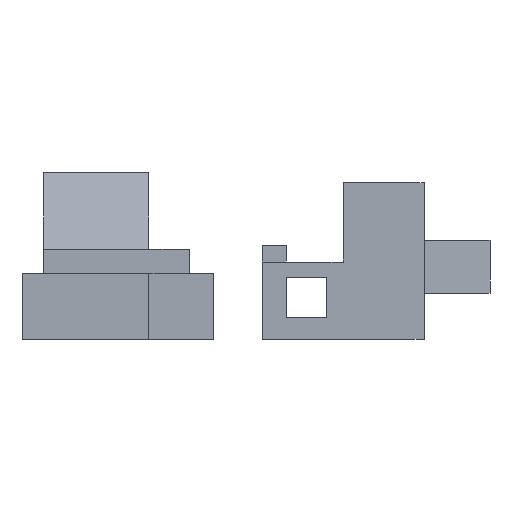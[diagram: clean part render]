
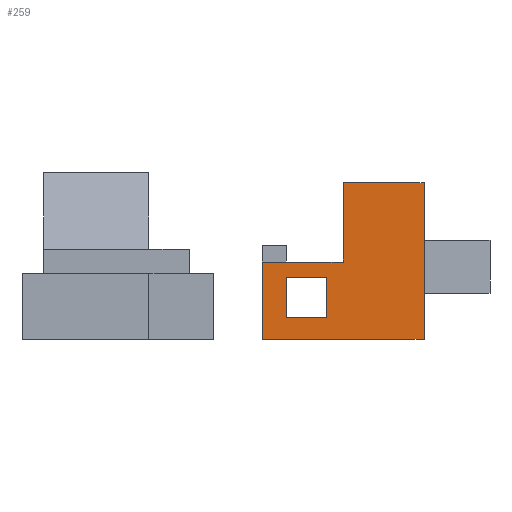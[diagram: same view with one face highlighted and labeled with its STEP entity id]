
A CAD part, left-side view. The second image highlights one B-rep face of the part: STEP entity #259.
In plain terms, the highlighted planar face has unit normal (-1, 0, 0).
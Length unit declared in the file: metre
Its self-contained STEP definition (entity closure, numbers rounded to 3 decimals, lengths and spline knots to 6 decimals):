
#259=ADVANCED_FACE('36:181',(#335,#336),#337,.T.);
#335=FACE_OUTER_BOUND('',#457,.T.);
#336=FACE_BOUND('',#458,.T.);
#337=PLANE('',#459);
#457=EDGE_LOOP('',(#650,#651,#652,#653,#654,#655));
#458=EDGE_LOOP('',(#656,#657,#658,#659));
#459=AXIS2_PLACEMENT_3D('',#660,#661,#662);
#650=ORIENTED_EDGE('',*,*,#1053,.T.);
#651=ORIENTED_EDGE('',*,*,#1054,.F.);
#652=ORIENTED_EDGE('',*,*,#1055,.T.);
#653=ORIENTED_EDGE('',*,*,#1056,.F.);
#654=ORIENTED_EDGE('',*,*,#1057,.F.);
#655=ORIENTED_EDGE('',*,*,#1058,.T.);
#656=ORIENTED_EDGE('',*,*,#1050,.T.);
#657=ORIENTED_EDGE('',*,*,#1037,.T.);
#658=ORIENTED_EDGE('',*,*,#1052,.T.);
#659=ORIENTED_EDGE('',*,*,#1044,.T.);
#660=CARTESIAN_POINT('',(-0.01,0.0,0.0));
#661=DIRECTION('',(-1.0,-0.0,0.0));
#662=DIRECTION('',(0.0,0.0,1.0));
#1037=EDGE_CURVE('36:262',#1204,#1202,#1205,.T.);
#1044=EDGE_CURVE('36:283',#1216,#1214,#1217,.T.);
#1050=EDGE_CURVE('36:301',#1214,#1204,#1226,.T.);
#1052=EDGE_CURVE('36:307',#1202,#1216,#1228,.T.);
#1053=EDGE_CURVE('36:310',#1229,#1230,#1231,.F.);
#1054=EDGE_CURVE('36:313',#1232,#1230,#1233,.T.);
#1055=EDGE_CURVE('36:316',#1232,#1234,#1235,.T.);
#1056=EDGE_CURVE('36:319',#1236,#1234,#1237,.T.);
#1057=EDGE_CURVE('36:322',#1238,#1236,#1239,.T.);
#1058=EDGE_CURVE('36:325',#1238,#1229,#1240,.T.);
#1202=VERTEX_POINT('',#1465);
#1204=VERTEX_POINT('',#1468);
#1205=LINE('',#1469,#1470);
#1214=VERTEX_POINT('',#1484);
#1216=VERTEX_POINT('',#1487);
#1217=LINE('',#1488,#1489);
#1226=LINE('',#1503,#1504);
#1228=LINE('',#1507,#1508);
#1229=VERTEX_POINT('',#1509);
#1230=VERTEX_POINT('',#1510);
#1231=LINE('',#1511,#1512);
#1232=VERTEX_POINT('',#1513);
#1233=LINE('',#1514,#1515);
#1234=VERTEX_POINT('',#1516);
#1235=LINE('',#1517,#1518);
#1236=VERTEX_POINT('',#1519);
#1237=LINE('',#1520,#1521);
#1238=VERTEX_POINT('',#1522);
#1239=LINE('',#1523,#1524);
#1240=LINE('',#1525,#1526);
#1465=CARTESIAN_POINT('',(-0.01,0.002,0.00767));
#1468=CARTESIAN_POINT('',(-0.01,0.007,0.00767));
#1469=CARTESIAN_POINT('',(-0.01,0.007,0.00767));
#1470=VECTOR('',#1817,1.0);
#1484=CARTESIAN_POINT('',(-0.01,0.007,0.00267));
#1487=CARTESIAN_POINT('',(-0.01,0.002,0.00267));
#1488=CARTESIAN_POINT('',(-0.01,0.002,0.00267));
#1489=VECTOR('',#1824,1.0);
#1503=CARTESIAN_POINT('',(-0.01,0.007,0.00267));
#1504=VECTOR('',#1830,1.0);
#1507=CARTESIAN_POINT('',(-0.01,0.002,0.00767));
#1508=VECTOR('',#1832,1.0);
#1509=CARTESIAN_POINT('',(-0.01,-0.01,0.01934));
#1510=CARTESIAN_POINT('',(-0.01,0.0,0.01934));
#1511=CARTESIAN_POINT('',(-0.01,0.0,0.01934));
#1512=VECTOR('',#1833,1.0);
#1513=CARTESIAN_POINT('',(-0.01,0.0,0.00954));
#1514=CARTESIAN_POINT('',(-0.01,0.0,0.00477));
#1515=VECTOR('',#1834,1.0);
#1516=CARTESIAN_POINT('',(-0.01,0.01,0.00954));
#1517=CARTESIAN_POINT('',(-0.01,-0.01,0.00954));
#1518=VECTOR('',#1835,1.0);
#1519=CARTESIAN_POINT('',(-0.01,0.01,0.0));
#1520=CARTESIAN_POINT('',(-0.01,0.01,0.0));
#1521=VECTOR('',#1836,1.0);
#1522=CARTESIAN_POINT('',(-0.01,-0.01,0.0));
#1523=CARTESIAN_POINT('',(-0.01,-0.01,0.0));
#1524=VECTOR('',#1837,1.0);
#1525=CARTESIAN_POINT('',(-0.01,-0.01,0.0));
#1526=VECTOR('',#1838,1.0);
#1817=DIRECTION('',(0.0,-1.0,0.0));
#1824=DIRECTION('',(0.0,1.0,0.0));
#1830=DIRECTION('',(0.0,0.0,1.0));
#1832=DIRECTION('',(0.0,0.0,-1.0));
#1833=DIRECTION('',(0.0,-1.0,0.0));
#1834=DIRECTION('',(0.0,-0.0,1.0));
#1835=DIRECTION('',(0.0,1.0,0.0));
#1836=DIRECTION('',(0.0,0.0,1.0));
#1837=DIRECTION('',(0.0,1.0,0.0));
#1838=DIRECTION('',(0.0,0.0,1.0));
